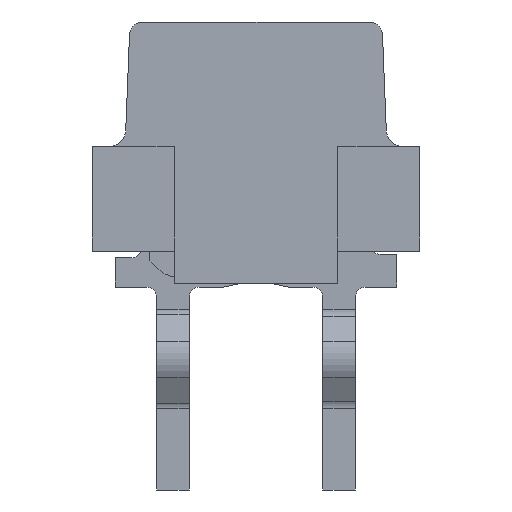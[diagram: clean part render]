
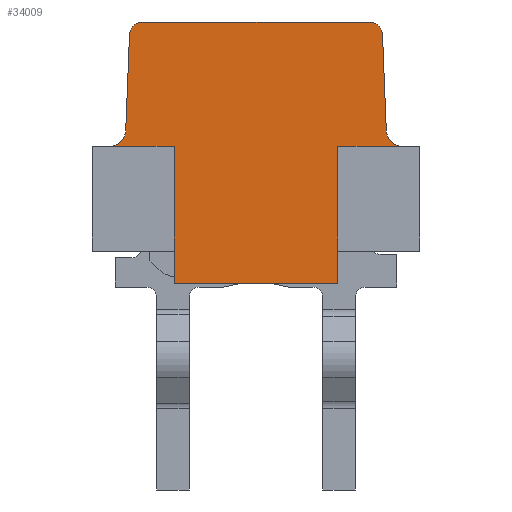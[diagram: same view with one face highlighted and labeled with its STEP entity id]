
A CAD part, left-side view. The second image highlights one B-rep face of the part: STEP entity #34009.
In plain terms, the highlighted planar face has unit normal (-1, 0, 0).
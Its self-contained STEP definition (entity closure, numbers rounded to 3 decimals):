
#5617=DIRECTION('',(0.,0.,-1.));
#5618=VECTOR('',#5617,0.5);
#5619=CARTESIAN_POINT('',(-12.885,1.25,-3.5));
#5620=LINE('',#5619,#5618);
#5921=DIRECTION('',(0.,-1.,0.));
#5922=VECTOR('',#5921,2.5);
#5923=CARTESIAN_POINT('',(-12.885,1.25,-4.));
#5924=LINE('',#5923,#5922);
#7329=DIRECTION('',(0.,0.,-1.));
#7330=VECTOR('',#7329,0.5);
#7331=CARTESIAN_POINT('',(-12.885,-1.25,-3.5));
#7332=LINE('',#7331,#7330);
#7573=CARTESIAN_POINT('',(-12.885,1.733,-0.2));
#7574=DIRECTION('',(-1.,0.,0.));
#7575=DIRECTION('',(0.,0.,1.));
#7576=AXIS2_PLACEMENT_3D('',#7573,#7574,#7575);
#7578=DIRECTION('',(0.,1.,0.));
#7579=VECTOR('',#7578,3.465);
#7580=CARTESIAN_POINT('',(-12.885,-1.733,0.));
#7581=LINE('',#7580,#7579);
#7582=CARTESIAN_POINT('',(-12.885,-1.733,-0.2));
#7583=DIRECTION('',(-1.,0.,0.));
#7584=DIRECTION('',(0.,-0.999,0.039));
#7585=AXIS2_PLACEMENT_3D('',#7582,#7583,#7584);
#7587=DIRECTION('',(0.,0.039,0.999));
#7588=VECTOR('',#7587,1.469);
#7589=CARTESIAN_POINT('',(-12.885,-1.991,-1.66));
#7590=LINE('',#7589,#7588);
#7591=DIRECTION('',(0.,1.,0.));
#7592=VECTOR('',#7591,0.99);
#7593=CARTESIAN_POINT('',(-12.885,-2.24,-1.9));
#7594=LINE('',#7593,#7592);
#7595=DIRECTION('',(0.,0.,-1.));
#7596=VECTOR('',#7595,1.6);
#7597=CARTESIAN_POINT('',(-12.885,-1.25,-1.9));
#7598=LINE('',#7597,#7596);
#7599=DIRECTION('',(0.,1.,0.));
#7600=VECTOR('',#7599,0.99);
#7601=CARTESIAN_POINT('',(-12.885,1.25,-1.9));
#7602=LINE('',#7601,#7600);
#7603=DIRECTION('',(0.,0.039,-0.999));
#7604=VECTOR('',#7603,1.469);
#7605=CARTESIAN_POINT('',(-12.885,1.933,-0.192));
#7606=LINE('',#7605,#7604);
#7653=CARTESIAN_POINT('',(-12.885,2.24,-1.65));
#7654=DIRECTION('',(1.,0.,0.));
#7655=DIRECTION('',(0.,-0.999,-0.039));
#7656=AXIS2_PLACEMENT_3D('',#7653,#7654,#7655);
#7716=CARTESIAN_POINT('',(-12.885,-2.24,-1.65));
#7717=DIRECTION('',(1.,0.,0.));
#7718=DIRECTION('',(0.,0.,-1.));
#7719=AXIS2_PLACEMENT_3D('',#7716,#7717,#7718);
#7765=DIRECTION('',(0.,0.,-1.));
#7766=VECTOR('',#7765,1.6);
#7767=CARTESIAN_POINT('',(-12.885,1.25,-1.9));
#7768=LINE('',#7767,#7766);
#20055=CARTESIAN_POINT('',(-12.885,1.25,-4.));
#20056=CARTESIAN_POINT('',(-12.885,-1.25,-4.));
#20057=VERTEX_POINT('',#20055);
#20058=VERTEX_POINT('',#20056);
#22672=CARTESIAN_POINT('',(-12.885,-1.25,-3.5));
#22674=VERTEX_POINT('',#22672);
#22676=CARTESIAN_POINT('',(-12.885,1.25,-3.5));
#22678=VERTEX_POINT('',#22676);
#22695=CARTESIAN_POINT('',(-12.885,-1.25,-1.9));
#22696=VERTEX_POINT('',#22695);
#22697=CARTESIAN_POINT('',(-12.885,1.25,-1.9));
#22698=VERTEX_POINT('',#22697);
#22704=CARTESIAN_POINT('',(-12.885,-1.991,-1.66));
#22706=VERTEX_POINT('',#22704);
#22708=CARTESIAN_POINT('',(-12.885,-2.24,-1.9));
#22710=VERTEX_POINT('',#22708);
#22711=CARTESIAN_POINT('',(-12.885,1.991,-1.66));
#22713=VERTEX_POINT('',#22711);
#22715=CARTESIAN_POINT('',(-12.885,2.24,-1.9));
#22717=VERTEX_POINT('',#22715);
#22723=CARTESIAN_POINT('',(-12.885,1.733,0.));
#22724=VERTEX_POINT('',#22723);
#22725=CARTESIAN_POINT('',(-12.885,1.933,-0.192));
#22726=VERTEX_POINT('',#22725);
#22731=CARTESIAN_POINT('',(-12.885,-1.933,-0.192));
#22732=VERTEX_POINT('',#22731);
#22733=CARTESIAN_POINT('',(-12.885,-1.733,0.));
#22734=VERTEX_POINT('',#22733);
#33978=CARTESIAN_POINT('',(-12.885,0.,-4.));
#33979=DIRECTION('',(-1.,0.,0.));
#33980=DIRECTION('',(0.,-1.,0.));
#33981=AXIS2_PLACEMENT_3D('',#33978,#33979,#33980);
#33982=PLANE('',#33981);
#33984=ORIENTED_EDGE('',*,*,#33983,.F.);
#33985=ORIENTED_EDGE('',*,*,#26978,.F.);
#33987=ORIENTED_EDGE('',*,*,#33986,.F.);
#33989=ORIENTED_EDGE('',*,*,#33988,.F.);
#33991=ORIENTED_EDGE('',*,*,#33990,.F.);
#33993=ORIENTED_EDGE('',*,*,#33992,.T.);
#33995=ORIENTED_EDGE('',*,*,#33994,.T.);
#33996=ORIENTED_EDGE('',*,*,#33681,.T.);
#33997=ORIENTED_EDGE('',*,*,#32052,.F.);
#33998=ORIENTED_EDGE('',*,*,#31690,.F.);
#34000=ORIENTED_EDGE('',*,*,#33999,.F.);
#34002=ORIENTED_EDGE('',*,*,#34001,.T.);
#34004=ORIENTED_EDGE('',*,*,#34003,.F.);
#34006=ORIENTED_EDGE('',*,*,#34005,.F.);
#34007=EDGE_LOOP('',(#33984,#33985,#33987,#33989,#33991,#33993,#33995,#33996,
#33997,#33998,#34000,#34002,#34004,#34006));
#34008=FACE_OUTER_BOUND('',#34007,.F.);
#7577=CIRCLE('',#7576,0.2);
#7586=CIRCLE('',#7585,0.2);
#7657=CIRCLE('',#7656,0.25);
#7720=CIRCLE('',#7719,0.25);
#26978=EDGE_CURVE('',#22734,#22724,#7581,.T.);
#31690=EDGE_CURVE('',#22678,#20057,#5620,.T.);
#32052=EDGE_CURVE('',#20057,#20058,#5924,.T.);
#33681=EDGE_CURVE('',#22674,#20058,#7332,.T.);
#33983=EDGE_CURVE('',#22724,#22726,#7577,.T.);
#33986=EDGE_CURVE('',#22732,#22734,#7586,.T.);
#33988=EDGE_CURVE('',#22706,#22732,#7590,.T.);
#33990=EDGE_CURVE('',#22710,#22706,#7720,.T.);
#33992=EDGE_CURVE('',#22710,#22696,#7594,.T.);
#33994=EDGE_CURVE('',#22696,#22674,#7598,.T.);
#33999=EDGE_CURVE('',#22698,#22678,#7768,.T.);
#34001=EDGE_CURVE('',#22698,#22717,#7602,.T.);
#34003=EDGE_CURVE('',#22713,#22717,#7657,.T.);
#34005=EDGE_CURVE('',#22726,#22713,#7606,.T.);
#34009=ADVANCED_FACE('',(#34008),#33982,.T.);
